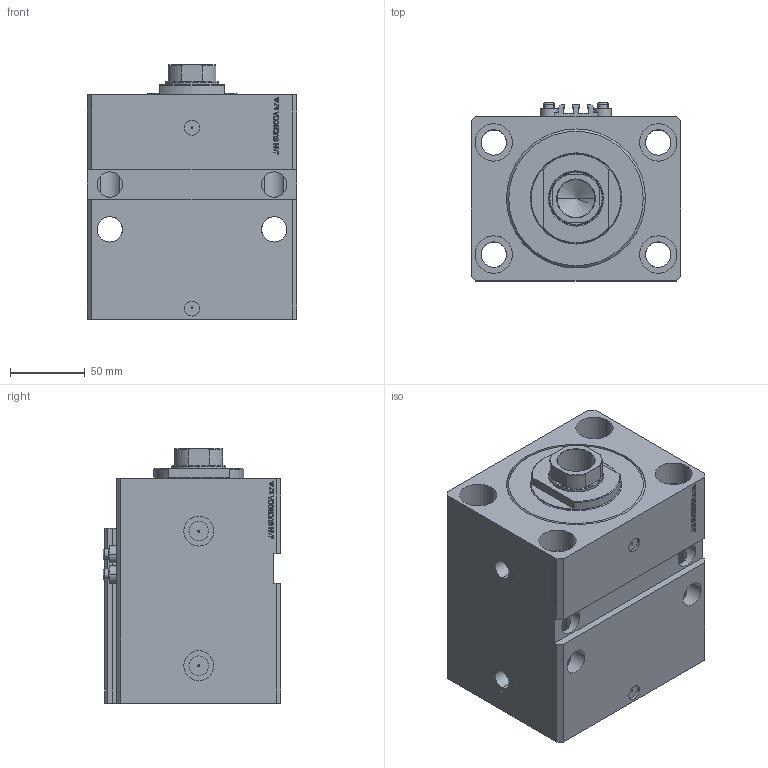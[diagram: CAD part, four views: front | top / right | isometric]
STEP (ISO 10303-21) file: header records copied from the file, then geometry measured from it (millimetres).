
FILE_DESCRIPTION (( 'STEP AP203' ), '1' );
FILE_NAME ('8a50.STEP', '2023-10-07T17:10:23', ( '' ), ( '' ), 'SwSTEP 2.0', 'SolidWorks 2019', '' );
FILE_SCHEMA (( 'CONFIG_CONTROL_DESIGN' ));
Length unit declared in the file: millimetre
Products named in the file (5): V250CE_VC_E 072281843292ec195b7add4926374d93; V250CE_C_VCP 072281843292ec195b7add4926374d93; V250CE_E_Body 072281843292ec195b7add4926374d93; 8a50; ALLEN BOLT V250CE 072281843292ec195b7add4926374d93
Assembly tree (7 placements, depth 2):
  8a50
    V250CE_E_Body 072281843292ec195b7add4926374d93
    ALLEN BOLT V250CE 072281843292ec195b7add4926374d93  x4
    V250CE_C_VCP 072281843292ec195b7add4926374d93
    V250CE_VC_E 072281843292ec195b7add4926374d93
Bounding box: 140 x 119 x 170 mm (x, y, z)
Volume: 1871834.9 mm3; surface area: 258639.6 mm2
Topology: 8 solids, 8 shells, 1132 faces, 2830 edges, 1828 vertices
Faces by surface type: plane 548, bspline 368, cylinder 146, cone 56, torus 14
Entity records: 49318 total; most frequent: CARTESIAN_POINT 25735, ORIENTED_EDGE 5350, DIRECTION 3507, EDGE_CURVE 2675, VERTEX_POINT 1744, VECTOR 1635, LINE 1635, EDGE_LOOP 1197
